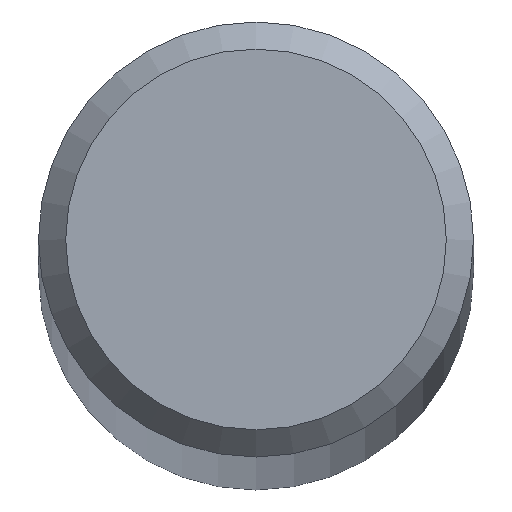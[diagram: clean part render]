
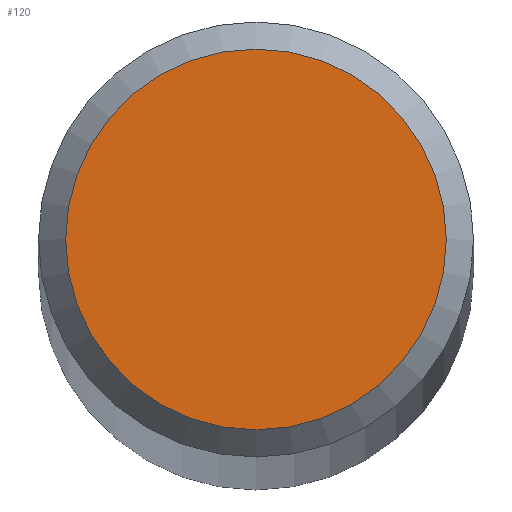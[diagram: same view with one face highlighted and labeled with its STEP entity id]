
A CAD part, top view. The second image highlights one B-rep face of the part: STEP entity #120.
In plain terms, the highlighted planar face has unit normal (0, 0, 1).
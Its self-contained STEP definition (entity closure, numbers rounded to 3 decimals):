
#18 = CARTESIAN_POINT ( 'NONE',  ( 0., 0., 174. ) ) ;
#20 = VERTEX_POINT ( 'NONE', #95 ) ;
#29 = CIRCLE ( 'NONE', #104, 3.5 ) ;
#32 = FACE_OUTER_BOUND ( 'NONE', #51, .T. ) ;
#51 = EDGE_LOOP ( 'NONE', ( #60 ) ) ;
#52 = PLANE ( 'NONE',  #103 ) ;
#60 = ORIENTED_EDGE ( 'NONE', *, *, #130, .T. ) ;
#62 = DIRECTION ( 'NONE',  ( 0., 0., 1. ) ) ;
#65 = CARTESIAN_POINT ( 'NONE',  ( 0., 0., 174. ) ) ;
#70 = DIRECTION ( 'NONE',  ( 1., 0., 0. ) ) ;
#78 = DIRECTION ( 'NONE',  ( 1., 0., 0. ) ) ;
#95 = CARTESIAN_POINT ( 'NONE',  ( 3.5, 0., 174. ) ) ;
#102 = DIRECTION ( 'NONE',  ( 0., 0., 1. ) ) ;
#103 = AXIS2_PLACEMENT_3D ( 'NONE', #65, #102, #70 ) ;
#104 = AXIS2_PLACEMENT_3D ( 'NONE', #18, #62, #78 ) ;
#120 = ADVANCED_FACE ( 'NONE', ( #32 ), #52, .T. ) ;
#130 = EDGE_CURVE ( 'NONE', #20, #20, #29, .T. ) ;
